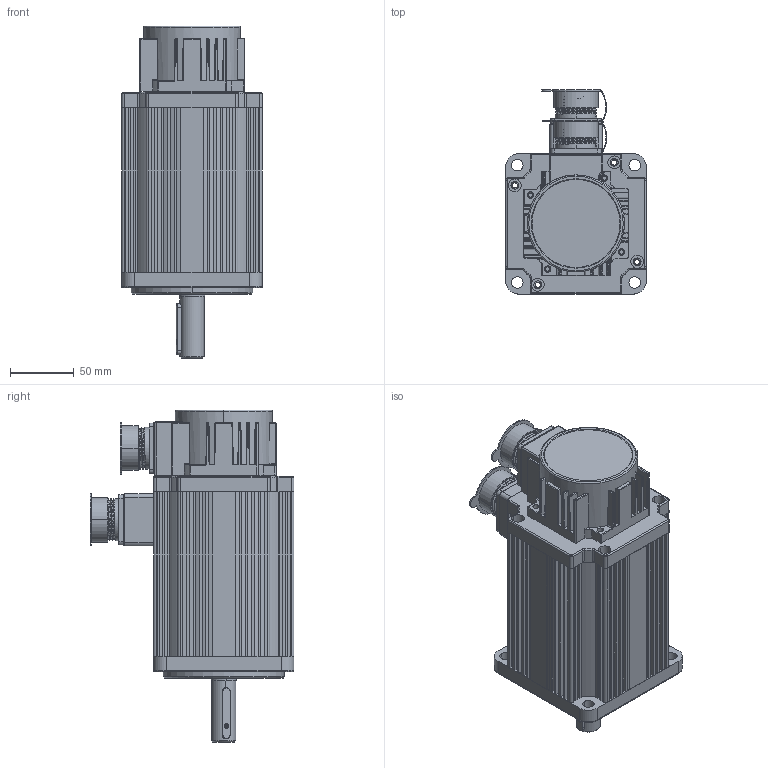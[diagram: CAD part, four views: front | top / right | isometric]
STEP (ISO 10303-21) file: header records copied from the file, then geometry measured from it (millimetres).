
FILE_DESCRIPTION (( 'STEP AP203' ), '1' );
FILE_NAME ('110st-m05030_-3d_asm.stp', '2019-07-22T04:56:37', ( '' ), ( '' ), 'SwSTEP 2.0', 'SolidWorks 2018', '' );
FILE_SCHEMA (( 'CONFIG_CONTROL_DESIGN' ));
Length unit declared in the file: millimetre
Products named in the file (16): 110ST-M05030___-3D_ASM.stp; 110____STEP-29342_ASM.stp; ________STEP-6971.stp; __6X6X45_STEP_1.stp; 110st-m05030_-3d_asm.stp; __20X40X7_STEP_1.stp; 110___________________STEP_1.stp; _____STEP_1.stp; 110_____STEP_1.stp; D47_____STEP_1.stp; 110ST-M05030___STEP-7525.stp; 110ヶ傷裔.step; __________STEP_1.stp; 110ST-M05030___STEP-29926.stp; ________STEP-52131.stp; 110st-m05030_-3d_asm
Assembly tree (16 placements, depth 5):
  110st-m05030_-3d_asm
    110st-m05030_-3d_asm.stp
      110ST-M05030___-3D_ASM.stp
        110____STEP-29342_ASM.stp
          110___________________STEP_1.stp
          D47_____STEP_1.stp
        110ST-M05030___STEP-29926.stp
        ________STEP-6971.stp
        __________STEP_1.stp
        110_____STEP_1.stp
        ________STEP-52131.stp  x2
        __20X40X7_STEP_1.stp
        _____STEP_1.stp
        110ST-M05030___STEP-7525.stp
        __6X6X45_STEP_1.stp
    110ヶ傷裔.step
Bounding box: 110 x 159.7 x 260 mm (x, y, z)
Volume: 694006.6 mm3; surface area: 356030.7 mm2
Topology: 13 solids, 13 shells, 1550 faces, 3936 edges, 2435 vertices
Faces by surface type: cylinder 688, plane 511, cone 109, bspline 91, sphere 80, torus 71
Entity records: 70227 total; most frequent: CARTESIAN_POINT 32757, DIRECTION 7615, ORIENTED_EDGE 7382, EDGE_CURVE 3691, AXIS2_PLACEMENT_3D 2922, VERTEX_POINT 2315, VECTOR 1771, LINE 1771
